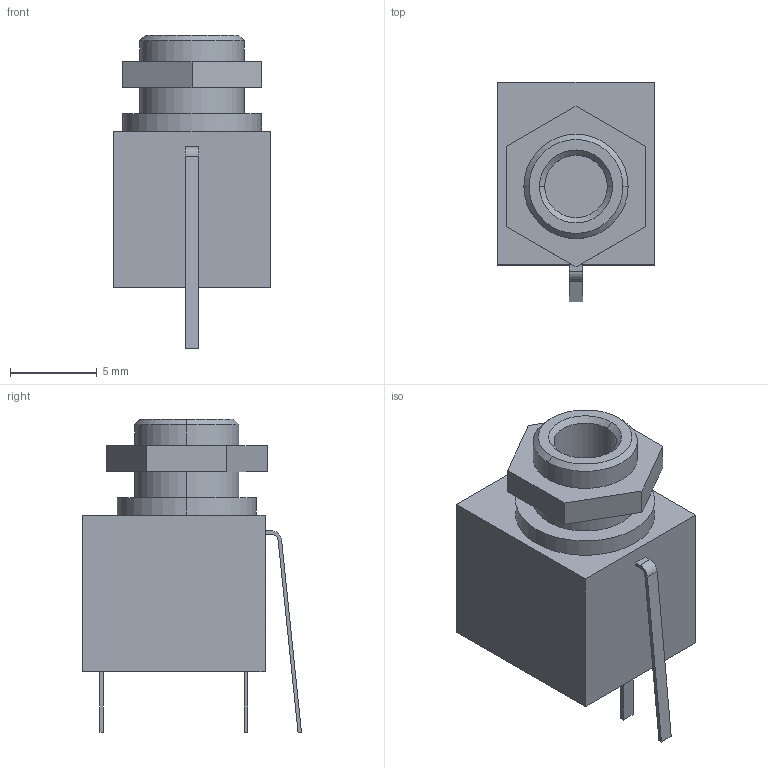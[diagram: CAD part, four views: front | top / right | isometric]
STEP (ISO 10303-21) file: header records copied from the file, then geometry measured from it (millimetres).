
FILE_DESCRIPTION((''),'2;1');
FILE_NAME('MINIJACK_VERTICAL','2023-05-15T',('ramon'),(''),'PRO/ENGINEER BY PARAMETRIC TECHNOLOGY CORPORATION, 2013230','PRO/ENGINEER BY PARAMETRIC TECHNOLOGY CORPORATION, 2013230','');
FILE_SCHEMA(('CONFIG_CONTROL_DESIGN'));
Length unit declared in the file: millimetre
Products named in the file (1): MINIJACK_VERTICAL
Bounding box: 9 x 12.6 x 18.01 mm (x, y, z)
Volume: 1024.6 mm3; surface area: 801.6 mm2
Topology: 1 solids, 1 shells, 48 faces, 110 edges, 72 vertices
Faces by surface type: plane 34, cylinder 10, cone 4
Entity records: 1384 total; most frequent: DIRECTION 230, CARTESIAN_POINT 230, ORIENTED_EDGE 220, EDGE_CURVE 110, VECTOR 86, LINE 86, AXIS2_PLACEMENT_3D 72, VERTEX_POINT 72
